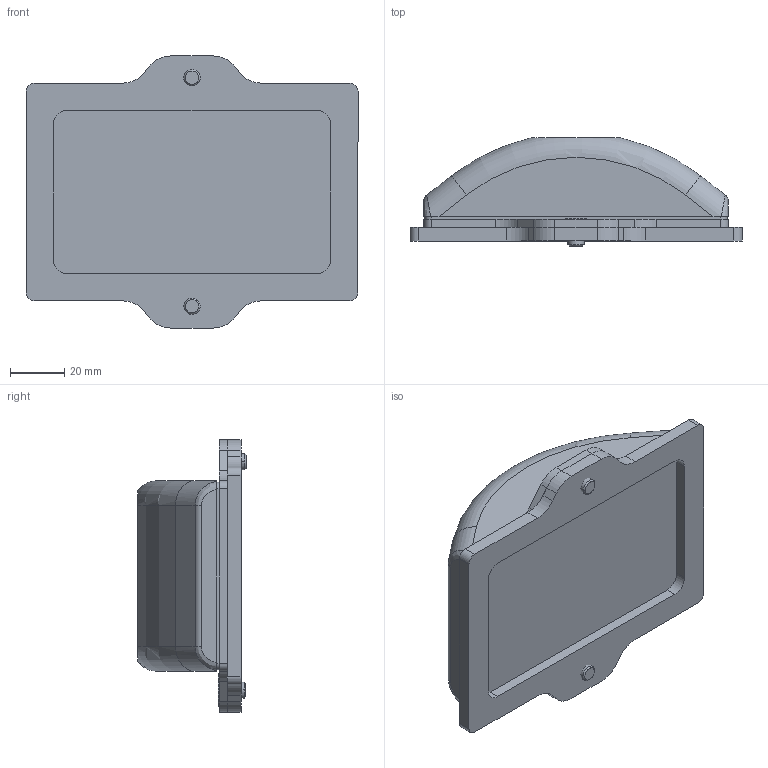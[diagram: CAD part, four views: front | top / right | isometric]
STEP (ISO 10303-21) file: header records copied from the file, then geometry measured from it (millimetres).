
FILE_DESCRIPTION (( 'STEP AP214' ), '1' );
FILE_NAME ('turtle tag.STEP', '2016-11-30T08:32:35', ( '' ), ( '' ), 'SwSTEP 2.0', 'SolidWorks 2016', '' );
FILE_SCHEMA (( 'AUTOMOTIVE_DESIGN' ));
Length unit declared in the file: millimetre
Products named in the file (12): i-gotU; AX3; turtle tag; screw_selfsealing_phillips_335-1156-ND_M3x8; battery 1050mAh LiPo; screw_HEX_SOCKET_DIN7991_M6x10_8.8; base plate; screw_HEX_SOCKET_DIN7991_M4x12_8.8; lid; gasket; case; meraki
Assembly tree (26 placements, depth 2):
  turtle tag
    case
    gasket
    lid
    base plate
    meraki
    AX3
    i-gotU
    battery 1050mAh LiPo
    screw_HEX_SOCKET_DIN7991_M4x12_8.8  x14
    screw_HEX_SOCKET_DIN7991_M6x10_8.8  x2
    screw_selfsealing_phillips_335-1156-ND_M3x8  x2
Bounding box: 122 x 39.88 x 100 mm (x, y, z)
Volume: 182838 mm3; surface area: 99065.6 mm2
Topology: 26 solids, 26 shells, 756 faces, 1762 edges, 1078 vertices
Faces by surface type: cylinder 270, plane 268, cone 164, torus 42, sphere 8, bspline 4
Entity records: 12370 total; most frequent: CARTESIAN_POINT 2444, DIRECTION 2122, ORIENTED_EDGE 1848, EDGE_CURVE 924, AXIS2_PLACEMENT_3D 839, VERTEX_POINT 593, EDGE_LOOP 469, VECTOR 444
